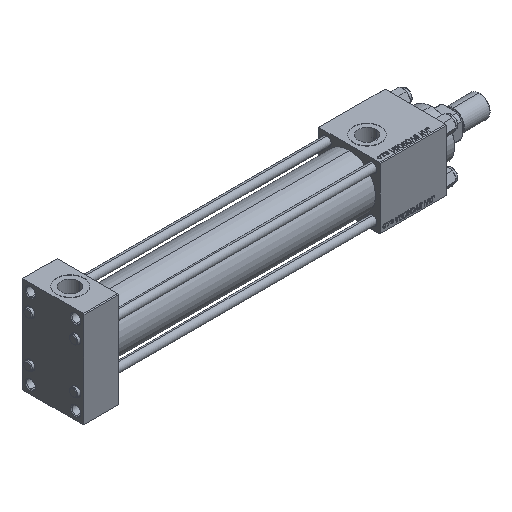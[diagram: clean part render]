
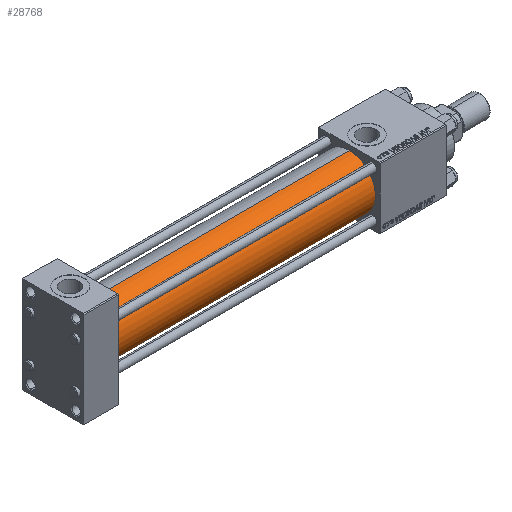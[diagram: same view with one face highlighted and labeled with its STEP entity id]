
A CAD part, isometric view. The second image highlights one B-rep face of the part: STEP entity #28768.
In plain terms, the highlighted cylindrical face has radius 19 mm (diameter 38 mm), a partial arc.
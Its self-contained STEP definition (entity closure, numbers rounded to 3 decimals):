
#1703 = CIRCLE ( 'NONE', #44055, 19. ) ;
#2275 = ORIENTED_EDGE ( 'NONE', *, *, #21541, .F. ) ;
#2806 = CYLINDRICAL_SURFACE ( 'NONE', #11296, 19. ) ;
#4161 = CARTESIAN_POINT ( 'NONE',  ( 215., 0., -19. ) ) ;
#4490 = CARTESIAN_POINT ( 'NONE',  ( 25., 0., 19. ) ) ;
#5936 = CARTESIAN_POINT ( 'NONE',  ( 215., 0., -19. ) ) ;
#6508 = DIRECTION ( 'NONE',  ( 0., 0., 1. ) ) ;
#7952 = CARTESIAN_POINT ( 'NONE',  ( 215., 0., 19. ) ) ;
#9946 = ORIENTED_EDGE ( 'NONE', *, *, #20696, .T. ) ;
#11296 = AXIS2_PLACEMENT_3D ( 'NONE', #22434, #34895, #6508 ) ;
#20696 = EDGE_CURVE ( 'NONE', #37728, #43984, #1703, .T. ) ;
#21541 = EDGE_CURVE ( 'NONE', #48782, #30766, #36475, .T. ) ;
#22434 = CARTESIAN_POINT ( 'NONE',  ( 215., 0., 0. ) ) ;
#26940 = FACE_OUTER_BOUND ( 'NONE', #42756, .T. ) ;
#26945 = VECTOR ( 'NONE', #35034, 1000. ) ;
#28768 = ADVANCED_FACE ( 'NONE', ( #26940 ), #2806, .T. ) ;
#30766 = VERTEX_POINT ( 'NONE', #5936 ) ;
#31266 = CARTESIAN_POINT ( 'NONE',  ( 25., 0., 0. ) ) ;
#33378 = CARTESIAN_POINT ( 'NONE',  ( 25., 0., -19. ) ) ;
#34895 = DIRECTION ( 'NONE',  ( -1., 0., 0. ) ) ;
#35034 = DIRECTION ( 'NONE',  ( -1., 0., 0. ) ) ;
#35811 = LINE ( 'NONE', #7952, #26945 ) ;
#36475 = CIRCLE ( 'NONE', #47473, 19. ) ;
#37341 = DIRECTION ( 'NONE',  ( 1., 0., 0. ) ) ;
#37594 = DIRECTION ( 'NONE',  ( 0., 0., -1. ) ) ;
#37728 = VERTEX_POINT ( 'NONE', #4490 ) ;
#39145 = ORIENTED_EDGE ( 'NONE', *, *, #46932, .F. ) ;
#40330 = VECTOR ( 'NONE', #49238, 1000. ) ;
#40475 = LINE ( 'NONE', #4161, #40330 ) ;
#41834 = CARTESIAN_POINT ( 'NONE',  ( 215., 0., 0. ) ) ;
#42674 = DIRECTION ( 'NONE',  ( 1., 0., 0. ) ) ;
#42756 = EDGE_LOOP ( 'NONE', ( #39145, #2275, #44017, #9946 ) ) ;
#43984 = VERTEX_POINT ( 'NONE', #33378 ) ;
#44017 = ORIENTED_EDGE ( 'NONE', *, *, #51488, .T. ) ;
#44055 = AXIS2_PLACEMENT_3D ( 'NONE', #31266, #42674, #47444 ) ;
#46932 = EDGE_CURVE ( 'NONE', #30766, #43984, #40475, .T. ) ;
#47255 = CARTESIAN_POINT ( 'NONE',  ( 215., 0., 19. ) ) ;
#47444 = DIRECTION ( 'NONE',  ( 0., 0., 1. ) ) ;
#47473 = AXIS2_PLACEMENT_3D ( 'NONE', #41834, #37341, #37594 ) ;
#48782 = VERTEX_POINT ( 'NONE', #47255 ) ;
#49238 = DIRECTION ( 'NONE',  ( -1., 0., 0. ) ) ;
#51488 = EDGE_CURVE ( 'NONE', #48782, #37728, #35811, .T. ) ;
